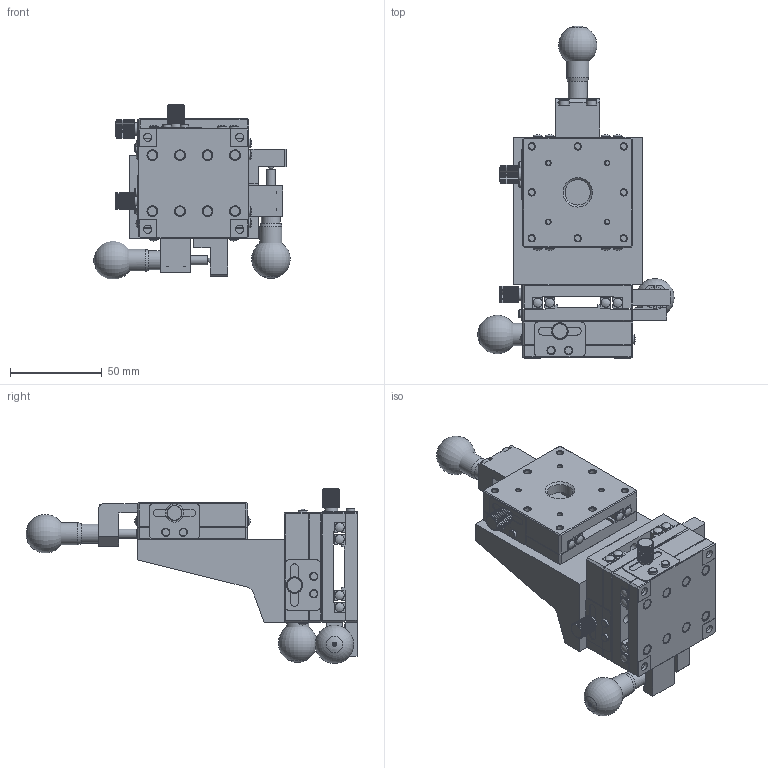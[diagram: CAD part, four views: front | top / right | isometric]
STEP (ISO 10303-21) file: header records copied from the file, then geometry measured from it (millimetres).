
FILE_DESCRIPTION (( 'STEP AP214' ), '1' );
FILE_NAME ('528898.STEP', '2024-11-13T03:49:56', ( 'Windows User' ), ( 'P R C' ), 'SwSTEP 2.0', 'SolidWorks 2020', '' );
FILE_SCHEMA (( 'AUTOMOTIVE_DESIGN' ));
Length unit declared in the file: millimetre
Products named in the file (1): 528898
Bounding box: 106.81 x 180.54 x 95.19 mm (x, y, z)
Volume: 273576.3 mm3; surface area: 120285.3 mm2
Topology: 13 solids, 13 shells, 7046 faces, 14839 edges, 7940 vertices
Faces by surface type: bspline 4321, cylinder 1397, plane 886, cone 385, torus 31, sphere 26
Full cylindrical faces by diameter (mm): 2.459 x12, 3 x4, 3.242 x8, 3.3 x4, 4.5 x22, 4.917 x16, 4.968 x1, 5 x29, 5.5 x35, 5.8 x4, 5.9 x29, 7 x3, 8 x16, 9 x3, 9.5 x2, 10.4 x2, 10.5 x1, 12 x2, 12.034 x3, 13.835 x3
Entity records: 286713 total; most frequent: CARTESIAN_POINT 161265, ORIENTED_EDGE 28912, EDGE_CURVE 14456, DIRECTION 9627, VERTEX_POINT 7855, EDGE_LOOP 7561, FACE_OUTER_BOUND 7273, ADVANCED_FACE 7046
